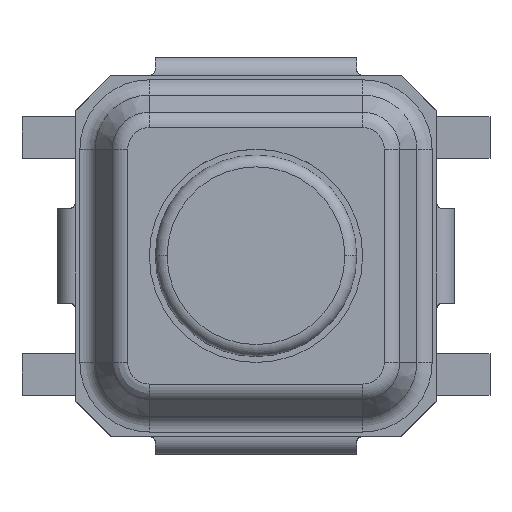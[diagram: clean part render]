
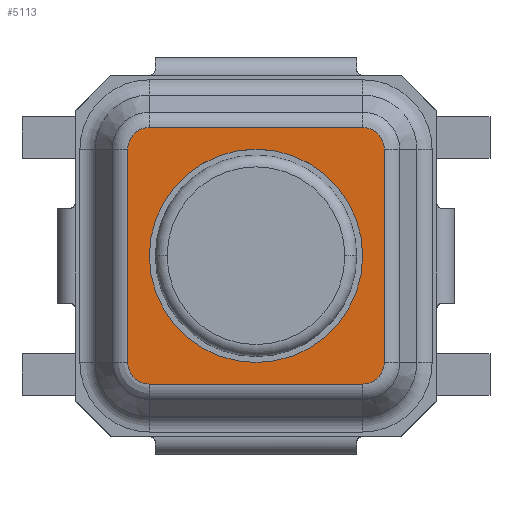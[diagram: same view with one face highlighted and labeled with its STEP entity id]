
A CAD part, top view. The second image highlights one B-rep face of the part: STEP entity #5113.
In plain terms, the highlighted planar face has unit normal (0, 0, 1).
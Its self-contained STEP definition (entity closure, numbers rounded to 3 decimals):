
#26 = DIRECTION ( 'NONE',  ( 0., 1., 0. ) ) ;
#47 = AXIS2_PLACEMENT_3D ( 'NONE', #597, #3705, #1257 ) ;
#51 = EDGE_LOOP ( 'NONE', ( #6762, #1670, #5710, #1615, #2967, #5078, #3762, #2150 ) ) ;
#72 = ORIENTED_EDGE ( 'NONE', *, *, #8032, .F. ) ;
#103 = VERTEX_POINT ( 'NONE', #7843 ) ;
#149 = VERTEX_POINT ( 'NONE', #3453 ) ;
#291 = CARTESIAN_POINT ( 'NONE',  ( 0.9, -1.082, 1.2 ) ) ;
#507 = LINE ( 'NONE', #3029, #8158 ) ;
#570 = DIRECTION ( 'NONE',  ( 1., 0., 0. ) ) ;
#597 = CARTESIAN_POINT ( 'NONE',  ( 0., 0., 1.2 ) ) ;
#718 = EDGE_CURVE ( 'NONE', #7187, #2459, #5400, .T. ) ;
#753 = VERTEX_POINT ( 'NONE', #2976 ) ;
#808 = CARTESIAN_POINT ( 'NONE',  ( 0.9, 0., 1.2 ) ) ;
#850 = CARTESIAN_POINT ( 'NONE',  ( -0.9, 1.083, 1.2 ) ) ;
#1116 = EDGE_CURVE ( 'NONE', #149, #2825, #5009, .T. ) ;
#1154 = DIRECTION ( 'NONE',  ( 0., 0., 1. ) ) ;
#1257 = DIRECTION ( 'NONE',  ( 1., 0., 0. ) ) ;
#1305 = CARTESIAN_POINT ( 'NONE',  ( 1.082, 0.9, 1.2 ) ) ;
#1353 = CARTESIAN_POINT ( 'NONE',  ( 1.082, -0.9, 1.2 ) ) ;
#1615 = ORIENTED_EDGE ( 'NONE', *, *, #1116, .T. ) ;
#1670 = ORIENTED_EDGE ( 'NONE', *, *, #6453, .T. ) ;
#1833 = AXIS2_PLACEMENT_3D ( 'NONE', #2467, #2928, #570 ) ;
#1968 = PLANE ( 'NONE',  #2245 ) ;
#2062 = EDGE_CURVE ( 'NONE', #4994, #5108, #3233, .T. ) ;
#2110 = AXIS2_PLACEMENT_3D ( 'NONE', #8176, #6965, #6236 ) ;
#2150 = ORIENTED_EDGE ( 'NONE', *, *, #2924, .T. ) ;
#2245 = AXIS2_PLACEMENT_3D ( 'NONE', #6517, #3914, #5820 ) ;
#2267 = ORIENTED_EDGE ( 'NONE', *, *, #7718, .F. ) ;
#2459 = VERTEX_POINT ( 'NONE', #1353 ) ;
#2467 = CARTESIAN_POINT ( 'NONE',  ( -0.9, -0.9, 1.2 ) ) ;
#2547 = CARTESIAN_POINT ( 'NONE',  ( 0.9, 1.083, 1.2 ) ) ;
#2803 = CARTESIAN_POINT ( 'NONE',  ( -1.082, -0.9, 1.2 ) ) ;
#2825 = VERTEX_POINT ( 'NONE', #5817 ) ;
#2924 = EDGE_CURVE ( 'NONE', #753, #4994, #5677, .T. ) ;
#2928 = DIRECTION ( 'NONE',  ( 0., 0., 1. ) ) ;
#2967 = ORIENTED_EDGE ( 'NONE', *, *, #4254, .T. ) ;
#2976 = CARTESIAN_POINT ( 'NONE',  ( 1.082, 0.9, 1.2 ) ) ;
#3022 = DIRECTION ( 'NONE',  ( 1., 0., 0. ) ) ;
#3029 = CARTESIAN_POINT ( 'NONE',  ( 0.9, -1.082, 1.2 ) ) ;
#3233 = LINE ( 'NONE', #5138, #7931 ) ;
#3395 = DIRECTION ( 'NONE',  ( 1., 0., 0. ) ) ;
#3453 = CARTESIAN_POINT ( 'NONE',  ( -1.082, -0.9, 1.2 ) ) ;
#3512 = EDGE_CURVE ( 'NONE', #4270, #149, #7104, .T. ) ;
#3666 = LINE ( 'NONE', #1305, #6351 ) ;
#3705 = DIRECTION ( 'NONE',  ( 0., 0., 1. ) ) ;
#3762 = ORIENTED_EDGE ( 'NONE', *, *, #4964, .T. ) ;
#3849 = VERTEX_POINT ( 'NONE', #808 ) ;
#3871 = AXIS2_PLACEMENT_3D ( 'NONE', #5638, #5681, #3022 ) ;
#3914 = DIRECTION ( 'NONE',  ( 0., 0., 1. ) ) ;
#4254 = EDGE_CURVE ( 'NONE', #2825, #7187, #507, .T. ) ;
#4270 = VERTEX_POINT ( 'NONE', #7045 ) ;
#4500 = VECTOR ( 'NONE', #7271, 1000. ) ;
#4571 = FACE_BOUND ( 'NONE', #5905, .T. ) ;
#4601 = AXIS2_PLACEMENT_3D ( 'NONE', #6825, #1154, #5008 ) ;
#4964 = EDGE_CURVE ( 'NONE', #2459, #753, #3666, .T. ) ;
#4994 = VERTEX_POINT ( 'NONE', #2547 ) ;
#5008 = DIRECTION ( 'NONE',  ( 1., 0., 0. ) ) ;
#5009 = CIRCLE ( 'NONE', #1833, 0.182 ) ;
#5078 = ORIENTED_EDGE ( 'NONE', *, *, #718, .T. ) ;
#5108 = VERTEX_POINT ( 'NONE', #850 ) ;
#5113 = ADVANCED_FACE ( 'NONE', ( #5157, #4571 ), #1968, .T. ) ;
#5138 = CARTESIAN_POINT ( 'NONE',  ( -0.9, 1.083, 1.2 ) ) ;
#5157 = FACE_OUTER_BOUND ( 'NONE', #51, .T. ) ;
#5273 = CARTESIAN_POINT ( 'NONE',  ( 0.9, 0.9, 1.2 ) ) ;
#5400 = CIRCLE ( 'NONE', #4601, 0.182 ) ;
#5565 = DIRECTION ( 'NONE',  ( 1., 0., 0. ) ) ;
#5638 = CARTESIAN_POINT ( 'NONE',  ( 0., 0., 1.2 ) ) ;
#5677 = CIRCLE ( 'NONE', #6080, 0.182 ) ;
#5681 = DIRECTION ( 'NONE',  ( 0., 0., 1. ) ) ;
#5710 = ORIENTED_EDGE ( 'NONE', *, *, #3512, .T. ) ;
#5817 = CARTESIAN_POINT ( 'NONE',  ( -0.9, -1.082, 1.2 ) ) ;
#5820 = DIRECTION ( 'NONE',  ( 1., 0., 0. ) ) ;
#5905 = EDGE_LOOP ( 'NONE', ( #2267, #72 ) ) ;
#6080 = AXIS2_PLACEMENT_3D ( 'NONE', #5273, #7130, #3395 ) ;
#6236 = DIRECTION ( 'NONE',  ( 1., 0., 0. ) ) ;
#6269 = DIRECTION ( 'NONE',  ( -1., 0., 0. ) ) ;
#6351 = VECTOR ( 'NONE', #26, 1000. ) ;
#6453 = EDGE_CURVE ( 'NONE', #5108, #4270, #7267, .T. ) ;
#6517 = CARTESIAN_POINT ( 'NONE',  ( 0., 0., 1.2 ) ) ;
#6762 = ORIENTED_EDGE ( 'NONE', *, *, #2062, .T. ) ;
#6825 = CARTESIAN_POINT ( 'NONE',  ( 0.9, -0.9, 1.2 ) ) ;
#6965 = DIRECTION ( 'NONE',  ( 0., 0., 1. ) ) ;
#7045 = CARTESIAN_POINT ( 'NONE',  ( -1.082, 0.9, 1.2 ) ) ;
#7104 = LINE ( 'NONE', #2803, #4500 ) ;
#7130 = DIRECTION ( 'NONE',  ( 0., 0., 1. ) ) ;
#7187 = VERTEX_POINT ( 'NONE', #291 ) ;
#7267 = CIRCLE ( 'NONE', #2110, 0.182 ) ;
#7271 = DIRECTION ( 'NONE',  ( 0., -1., 0. ) ) ;
#7718 = EDGE_CURVE ( 'NONE', #3849, #103, #7976, .T. ) ;
#7843 = CARTESIAN_POINT ( 'NONE',  ( -0.9, 0., 1.2 ) ) ;
#7931 = VECTOR ( 'NONE', #6269, 1000. ) ;
#7976 = CIRCLE ( 'NONE', #47, 0.9 ) ;
#8032 = EDGE_CURVE ( 'NONE', #103, #3849, #8104, .T. ) ;
#8104 = CIRCLE ( 'NONE', #3871, 0.9 ) ;
#8158 = VECTOR ( 'NONE', #5565, 1000. ) ;
#8176 = CARTESIAN_POINT ( 'NONE',  ( -0.9, 0.9, 1.2 ) ) ;
